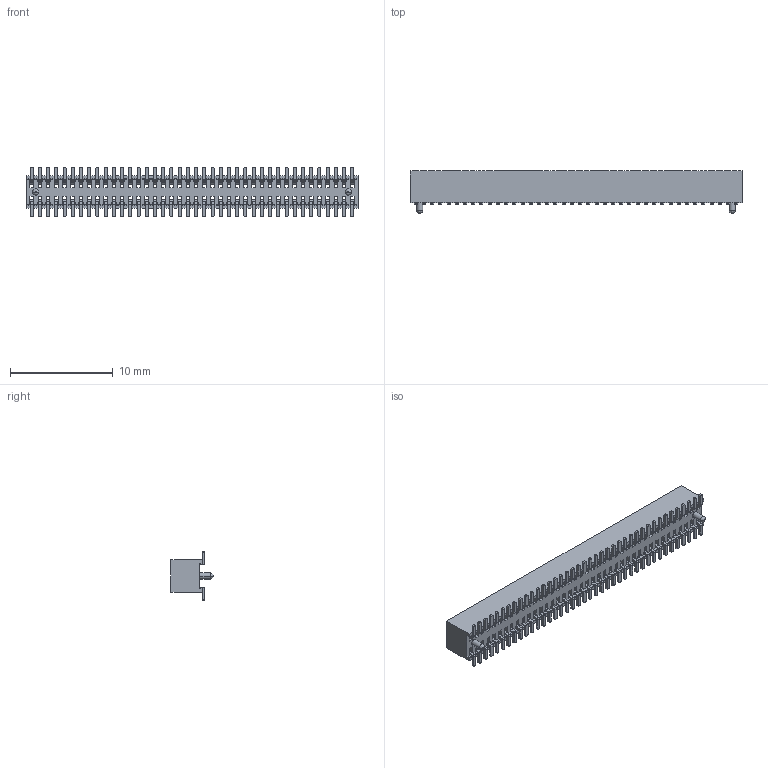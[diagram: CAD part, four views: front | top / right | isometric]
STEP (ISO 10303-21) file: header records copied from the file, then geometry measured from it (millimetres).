
FILE_DESCRIPTION((''),'2;1');
FILE_NAME('FFH08001-D80S1014K6M1','2024-06-05T',('工程三'),(''),'PRO/ENGINEER BY PARAMETRIC TECHNOLOGY CORPORATION, 2010280','PRO/ENGINEER BY PARAMETRIC TECHNOLOGY CORPORATION, 2010280','');
FILE_SCHEMA(('CONFIG_CONTROL_DESIGN'));
Products named in the file (1): FFH08001-D80S1014K6M1
Bounding box: 32.3 x 4.1 x 4.8 mm (x, y, z)
Volume: 255.9 mm3; surface area: 1197.7 mm2
Topology: 81 solids, 81 shells, 3222 faces, 9090 edges, 5952 vertices
Faces by surface type: plane 2414, cylinder 804, bspline 4
Entity records: 103708 total; most frequent: CARTESIAN_POINT 18372, ORIENTED_EDGE 18180, DIRECTION 17142, EDGE_CURVE 9090, VECTOR 7474, LINE 7474, VERTEX_POINT 5952, AXIS2_PLACEMENT_3D 4834
